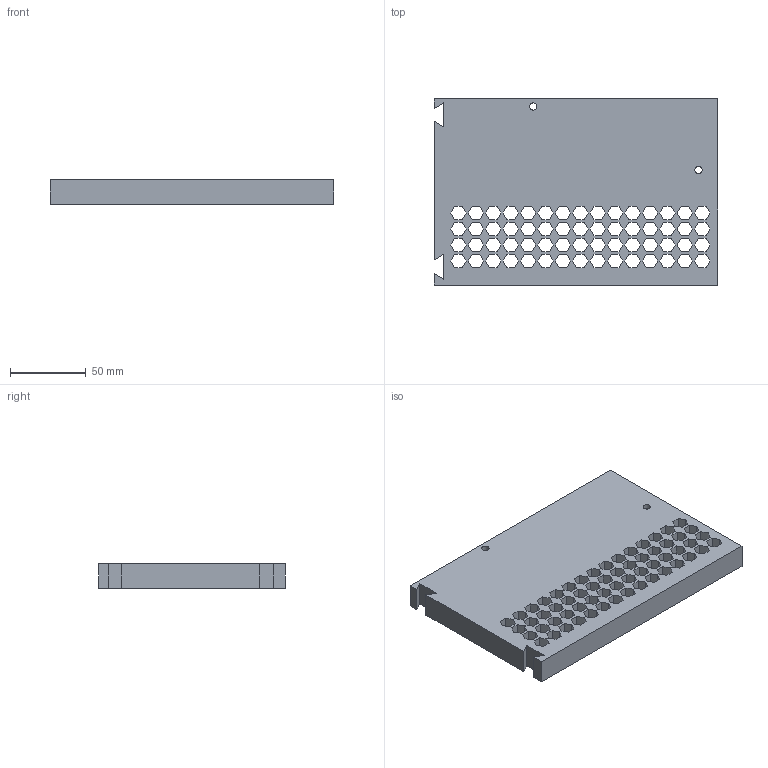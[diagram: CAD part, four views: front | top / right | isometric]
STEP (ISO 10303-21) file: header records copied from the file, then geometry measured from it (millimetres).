
FILE_DESCRIPTION(/* description */ (''),/* implementation_level */ '2;1');
FILE_NAME(/* name */ 'cover plate right side part 1_.step',/* time_stamp */ '2024-04-02T23:08:04-05:00',/* author */ (''),/* organization */ (''),/* preprocessor_version */ 'ST-DEVELOPER v20',/* originating_system */ 'Autodesk Translation Framework v12.20.1.177',/* authorisation */ '');
FILE_SCHEMA (('AUTOMOTIVE_DESIGN { 1 0 10303 214 3 1 1 }'));
Length unit declared in the file: inch
Products named in the file (1): cover plate right side part 1
Bounding box: 187.4 x 123.19 x 16.35 mm (x, y, z)
Volume: 307542.1 mm3; surface area: 79545.7 mm2
Topology: 1 solids, 1 shells, 384 faces, 1134 edges, 756 vertices
Faces by surface type: plane 378, cylinder 6
Full cylindrical faces by diameter (mm): 4.826 x4, 8.001 x2
Entity records: 12833 total; most frequent: CARTESIAN_POINT 2275, ORIENTED_EDGE 2268, DIRECTION 1916, EDGE_CURVE 1134, LINE 1122, VECTOR 1122, VERTEX_POINT 756, EDGE_LOOP 512
